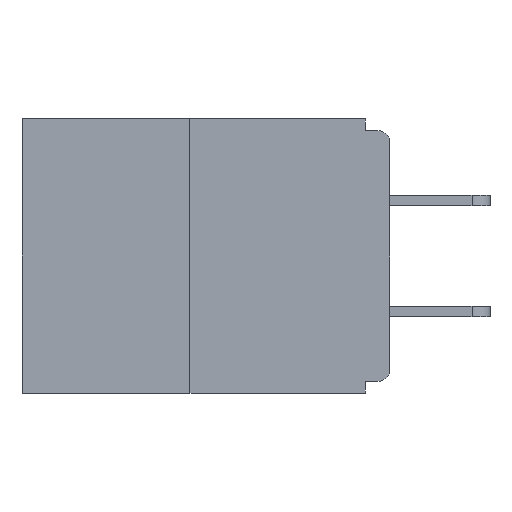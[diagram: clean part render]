
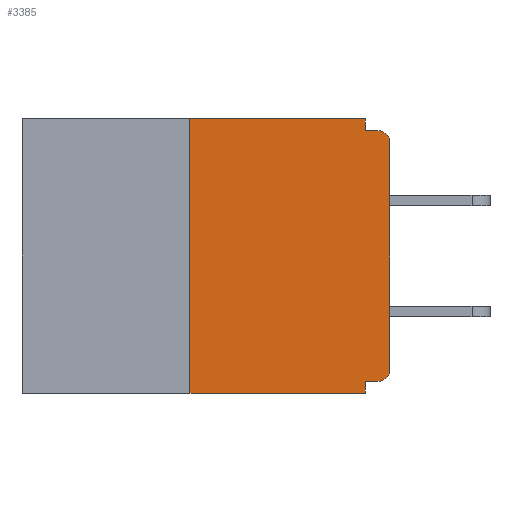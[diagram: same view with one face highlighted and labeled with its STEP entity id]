
A CAD part, left-side view. The second image highlights one B-rep face of the part: STEP entity #3385.
In plain terms, the highlighted planar face has unit normal (-1, 0, 0).
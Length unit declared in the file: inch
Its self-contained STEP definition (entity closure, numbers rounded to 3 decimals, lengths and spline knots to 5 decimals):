
#56 = DIRECTION ( 'NONE',  ( 0., 0., -1. ) ) ;
#160 = VERTEX_POINT ( 'NONE', #15519 ) ;
#277 = VERTEX_POINT ( 'NONE', #5124 ) ;
#421 = DIRECTION ( 'NONE',  ( 0., -1., 0. ) ) ;
#442 = VERTEX_POINT ( 'NONE', #9986 ) ;
#544 = CARTESIAN_POINT ( 'NONE',  ( 0., 0.46, 0. ) ) ;
#738 = LINE ( 'NONE', #8792, #2504 ) ;
#982 = VECTOR ( 'NONE', #8967, 39.37008 ) ;
#1202 = ORIENTED_EDGE ( 'NONE', *, *, #1989, .T. ) ;
#1989 = EDGE_CURVE ( 'NONE', #12989, #442, #11439, .T. ) ;
#2118 = LINE ( 'NONE', #8913, #13078 ) ;
#2131 = CARTESIAN_POINT ( 'NONE',  ( 0., 0.031, -0.015 ) ) ;
#2259 = CARTESIAN_POINT ( 'NONE',  ( 0., 0.015, -0.03 ) ) ;
#2429 = VERTEX_POINT ( 'NONE', #10928 ) ;
#2504 = VECTOR ( 'NONE', #56, 39.37008 ) ;
#3385 = ADVANCED_FACE ( 'NONE', ( #10421 ), #10574, .F. ) ;
#3791 = EDGE_CURVE ( 'NONE', #442, #9018, #11304, .T. ) ;
#4632 = VERTEX_POINT ( 'NONE', #12091 ) ;
#4865 = ORIENTED_EDGE ( 'NONE', *, *, #15855, .T. ) ;
#5014 = EDGE_CURVE ( 'NONE', #160, #16444, #2118, .T. ) ;
#5124 = CARTESIAN_POINT ( 'NONE',  ( 0., 0.25, -0.343 ) ) ;
#5516 = EDGE_LOOP ( 'NONE', ( #8407, #8037, #4865, #8284, #8232, #7273, #1202, #12395, #18017, #7520 ) ) ;
#5871 = DIRECTION ( 'NONE',  ( 0., 0., 1. ) ) ;
#5902 = VECTOR ( 'NONE', #15498, 39.37008 ) ;
#6179 = EDGE_CURVE ( 'NONE', #11577, #160, #13674, .T. ) ;
#6272 = EDGE_CURVE ( 'NONE', #2429, #7435, #738, .T. ) ;
#6501 = DIRECTION ( 'NONE',  ( -1., 0., 0. ) ) ;
#6676 = CARTESIAN_POINT ( 'NONE',  ( 0., 0., -0.313 ) ) ;
#7273 = ORIENTED_EDGE ( 'NONE', *, *, #13951, .T. ) ;
#7340 = CARTESIAN_POINT ( 'NONE',  ( 0., 0.46, -0.343 ) ) ;
#7435 = VERTEX_POINT ( 'NONE', #8608 ) ;
#7520 = ORIENTED_EDGE ( 'NONE', *, *, #5014, .F. ) ;
#7526 = DIRECTION ( 'NONE',  ( 1., 0., 0. ) ) ;
#7614 = VECTOR ( 'NONE', #18306, 39.37008 ) ;
#7707 = DIRECTION ( 'NONE',  ( 0., 0., -1. ) ) ;
#8037 = ORIENTED_EDGE ( 'NONE', *, *, #11362, .F. ) ;
#8232 = ORIENTED_EDGE ( 'NONE', *, *, #16628, .F. ) ;
#8284 = ORIENTED_EDGE ( 'NONE', *, *, #6272, .F. ) ;
#8340 = CARTESIAN_POINT ( 'NONE',  ( 0., 0.25, 0. ) ) ;
#8407 = ORIENTED_EDGE ( 'NONE', *, *, #6179, .F. ) ;
#8608 = CARTESIAN_POINT ( 'NONE',  ( 0., 0.031, -0.343 ) ) ;
#8792 = CARTESIAN_POINT ( 'NONE',  ( 0., 0.031, -0.343 ) ) ;
#8846 = CARTESIAN_POINT ( 'NONE',  ( 0., 0., -0.015 ) ) ;
#8913 = CARTESIAN_POINT ( 'NONE',  ( 0., 0.031, 0. ) ) ;
#8967 = DIRECTION ( 'NONE',  ( 0., -1., 0. ) ) ;
#9018 = VERTEX_POINT ( 'NONE', #17820 ) ;
#9542 = DIRECTION ( 'NONE',  ( 0., 0., -1. ) ) ;
#9707 = CARTESIAN_POINT ( 'NONE',  ( 0., 0.015, -0.313 ) ) ;
#9894 = CARTESIAN_POINT ( 'NONE',  ( 0., 0.25, 0. ) ) ;
#9898 = LINE ( 'NONE', #8846, #982 ) ;
#9913 = LINE ( 'NONE', #7340, #11734 ) ;
#9924 = AXIS2_PLACEMENT_3D ( 'NONE', #544, #7526, #7707 ) ;
#9986 = CARTESIAN_POINT ( 'NONE',  ( 0., 0., -0.03 ) ) ;
#10092 = EDGE_CURVE ( 'NONE', #16444, #9018, #9898, .T. ) ;
#10124 = LINE ( 'NONE', #15627, #5902 ) ;
#10421 = FACE_OUTER_BOUND ( 'NONE', #5516, .T. ) ;
#10574 = PLANE ( 'NONE',  #9924 ) ;
#10928 = CARTESIAN_POINT ( 'NONE',  ( 0., 0.031, -0.328 ) ) ;
#10968 = LINE ( 'NONE', #9894, #7614 ) ;
#10976 = VECTOR ( 'NONE', #5871, 39.37008 ) ;
#11304 = CIRCLE ( 'NONE', #11510, 0.015 ) ;
#11362 = EDGE_CURVE ( 'NONE', #277, #11577, #10968, .T. ) ;
#11439 = LINE ( 'NONE', #11606, #10976 ) ;
#11510 = AXIS2_PLACEMENT_3D ( 'NONE', #2259, #6501, #9542 ) ;
#11577 = VERTEX_POINT ( 'NONE', #8340 ) ;
#11606 = CARTESIAN_POINT ( 'NONE',  ( 0., 0., 0. ) ) ;
#11720 = DIRECTION ( 'NONE',  ( 0., -1., 0. ) ) ;
#11734 = VECTOR ( 'NONE', #11720, 39.37008 ) ;
#12091 = CARTESIAN_POINT ( 'NONE',  ( 0., 0.015, -0.328 ) ) ;
#12395 = ORIENTED_EDGE ( 'NONE', *, *, #3791, .T. ) ;
#12553 = DIRECTION ( 'NONE',  ( -1., 0., 0. ) ) ;
#12914 = DIRECTION ( 'NONE',  ( 0., 0., -1. ) ) ;
#12989 = VERTEX_POINT ( 'NONE', #6676 ) ;
#13078 = VECTOR ( 'NONE', #12914, 39.37008 ) ;
#13550 = CIRCLE ( 'NONE', #13876, 0.015 ) ;
#13674 = LINE ( 'NONE', #17487, #14122 ) ;
#13876 = AXIS2_PLACEMENT_3D ( 'NONE', #9707, #12553, #18126 ) ;
#13951 = EDGE_CURVE ( 'NONE', #4632, #12989, #13550, .T. ) ;
#14122 = VECTOR ( 'NONE', #421, 39.37008 ) ;
#15498 = DIRECTION ( 'NONE',  ( 0., 1., 0. ) ) ;
#15519 = CARTESIAN_POINT ( 'NONE',  ( 0., 0.031, 0. ) ) ;
#15627 = CARTESIAN_POINT ( 'NONE',  ( 0., 0., -0.328 ) ) ;
#15855 = EDGE_CURVE ( 'NONE', #277, #7435, #9913, .T. ) ;
#16444 = VERTEX_POINT ( 'NONE', #2131 ) ;
#16628 = EDGE_CURVE ( 'NONE', #4632, #2429, #10124, .T. ) ;
#17487 = CARTESIAN_POINT ( 'NONE',  ( 0., 0.46, 0. ) ) ;
#17820 = CARTESIAN_POINT ( 'NONE',  ( 0., 0.015, -0.015 ) ) ;
#18017 = ORIENTED_EDGE ( 'NONE', *, *, #10092, .F. ) ;
#18126 = DIRECTION ( 'NONE',  ( 0., 0., -1. ) ) ;
#18306 = DIRECTION ( 'NONE',  ( 0., 0., 1. ) ) ;
